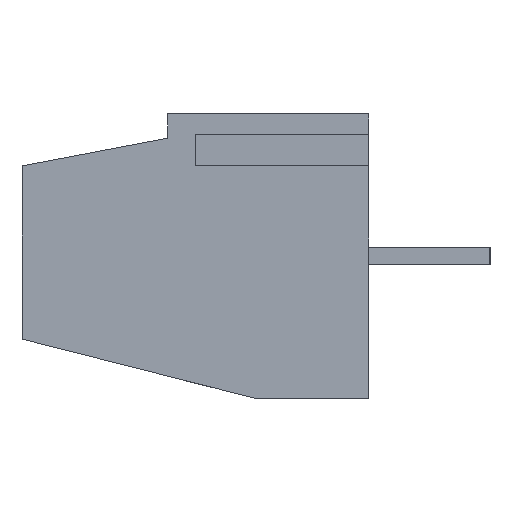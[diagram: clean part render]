
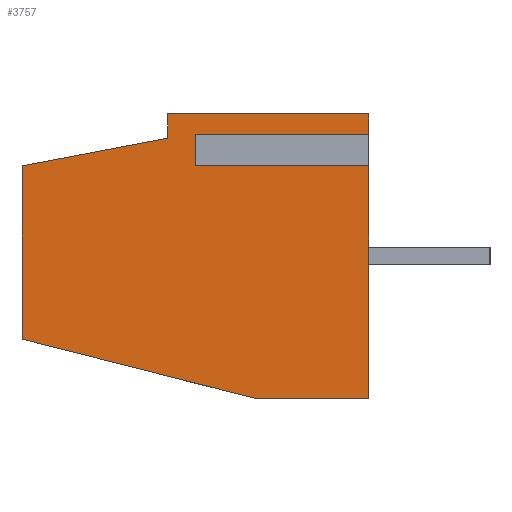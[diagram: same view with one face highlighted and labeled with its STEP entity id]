
A CAD part, left-side view. The second image highlights one B-rep face of the part: STEP entity #3757.
In plain terms, the highlighted planar face has unit normal (-1, 0, 0).
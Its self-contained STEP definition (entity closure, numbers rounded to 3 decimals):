
#72=DIRECTION('',(0.,0.,1.));
#73=VECTOR('',#72,0.5);
#74=CARTESIAN_POINT('',(-22.5,0.,-1.3));
#75=LINE('',#74,#73);
#76=DIRECTION('',(0.,1.,0.));
#77=VECTOR('',#76,5.);
#78=CARTESIAN_POINT('',(-22.5,-5.,-1.3));
#79=LINE('',#78,#77);
#80=DIRECTION('',(0.,0.,-1.));
#81=VECTOR('',#80,6.9);
#82=CARTESIAN_POINT('',(-22.5,-5.,-1.3));
#83=LINE('',#82,#81);
#84=DIRECTION('',(0.,1.,0.));
#85=VECTOR('',#84,3.3);
#86=CARTESIAN_POINT('',(-22.5,-5.,-8.2));
#87=LINE('',#86,#85);
#88=DIRECTION('',(0.,0.969,0.246));
#89=VECTOR('',#88,6.912);
#90=CARTESIAN_POINT('',(-22.5,-1.7,-8.2));
#91=LINE('',#90,#89);
#92=DIRECTION('',(0.,0.,1.));
#93=VECTOR('',#92,5.);
#94=CARTESIAN_POINT('',(-22.5,5.,-6.5));
#95=LINE('',#94,#93);
#96=DIRECTION('',(0.,-0.982,0.187));
#97=VECTOR('',#96,4.276);
#98=CARTESIAN_POINT('',(-22.5,5.,-1.5));
#99=LINE('',#98,#97);
#100=DIRECTION('',(0.,0.,1.));
#101=VECTOR('',#100,0.7);
#102=CARTESIAN_POINT('',(-22.5,0.8,-0.7));
#103=LINE('',#102,#101);
#104=DIRECTION('',(0.,-1.,0.));
#105=VECTOR('',#104,5.8);
#106=CARTESIAN_POINT('',(-22.5,0.8,0.));
#107=LINE('',#106,#105);
#108=DIRECTION('',(0.,0.,-1.));
#109=VECTOR('',#108,0.8);
#110=CARTESIAN_POINT('',(-22.5,-5.,0.));
#111=LINE('',#110,#109);
#112=DIRECTION('',(0.,1.,0.));
#113=VECTOR('',#112,5.);
#114=CARTESIAN_POINT('',(-22.5,-5.,-0.8));
#115=LINE('',#114,#113);
#2832=CARTESIAN_POINT('',(-22.5,-5.,-8.2));
#2833=CARTESIAN_POINT('',(-22.5,-1.7,-8.2));
#2834=VERTEX_POINT('',#2832);
#2835=VERTEX_POINT('',#2833);
#2836=CARTESIAN_POINT('',(-22.5,5.,-6.5));
#2837=VERTEX_POINT('',#2836);
#2838=CARTESIAN_POINT('',(-22.5,5.,-1.5));
#2839=VERTEX_POINT('',#2838);
#2840=CARTESIAN_POINT('',(-22.5,0.8,-0.7));
#2841=VERTEX_POINT('',#2840);
#2842=CARTESIAN_POINT('',(-22.5,0.8,0.));
#2843=VERTEX_POINT('',#2842);
#2844=CARTESIAN_POINT('',(-22.5,-5.,0.));
#2845=VERTEX_POINT('',#2844);
#2924=CARTESIAN_POINT('',(-22.5,0.,-1.3));
#2925=CARTESIAN_POINT('',(-22.5,0.,-0.8));
#2926=VERTEX_POINT('',#2924);
#2927=VERTEX_POINT('',#2925);
#2928=CARTESIAN_POINT('',(-22.5,-5.,-0.8));
#2929=VERTEX_POINT('',#2928);
#2930=CARTESIAN_POINT('',(-22.5,-5.,-1.3));
#2931=VERTEX_POINT('',#2930);
#3728=CARTESIAN_POINT('',(-22.5,0.,0.));
#3729=DIRECTION('',(1.,0.,0.));
#3730=DIRECTION('',(0.,0.,-1.));
#3731=AXIS2_PLACEMENT_3D('',#3728,#3729,#3730);
#3732=PLANE('',#3731);
#3734=ORIENTED_EDGE('',*,*,#3733,.F.);
#3736=ORIENTED_EDGE('',*,*,#3735,.F.);
#3738=ORIENTED_EDGE('',*,*,#3737,.T.);
#3740=ORIENTED_EDGE('',*,*,#3739,.T.);
#3742=ORIENTED_EDGE('',*,*,#3741,.T.);
#3744=ORIENTED_EDGE('',*,*,#3743,.T.);
#3746=ORIENTED_EDGE('',*,*,#3745,.T.);
#3748=ORIENTED_EDGE('',*,*,#3747,.T.);
#3750=ORIENTED_EDGE('',*,*,#3749,.T.);
#3752=ORIENTED_EDGE('',*,*,#3751,.T.);
#3754=ORIENTED_EDGE('',*,*,#3753,.T.);
#3755=EDGE_LOOP('',(#3734,#3736,#3738,#3740,#3742,#3744,#3746,#3748,#3750,#3752,
#3754));
#3756=FACE_OUTER_BOUND('',#3755,.F.);
#3757=ADVANCED_FACE('',(#3756),#3732,.F.);
#3733=EDGE_CURVE('',#2926,#2927,#75,.T.);
#3735=EDGE_CURVE('',#2931,#2926,#79,.T.);
#3737=EDGE_CURVE('',#2931,#2834,#83,.T.);
#3739=EDGE_CURVE('',#2834,#2835,#87,.T.);
#3741=EDGE_CURVE('',#2835,#2837,#91,.T.);
#3743=EDGE_CURVE('',#2837,#2839,#95,.T.);
#3745=EDGE_CURVE('',#2839,#2841,#99,.T.);
#3747=EDGE_CURVE('',#2841,#2843,#103,.T.);
#3749=EDGE_CURVE('',#2843,#2845,#107,.T.);
#3751=EDGE_CURVE('',#2845,#2929,#111,.T.);
#3753=EDGE_CURVE('',#2929,#2927,#115,.T.);
